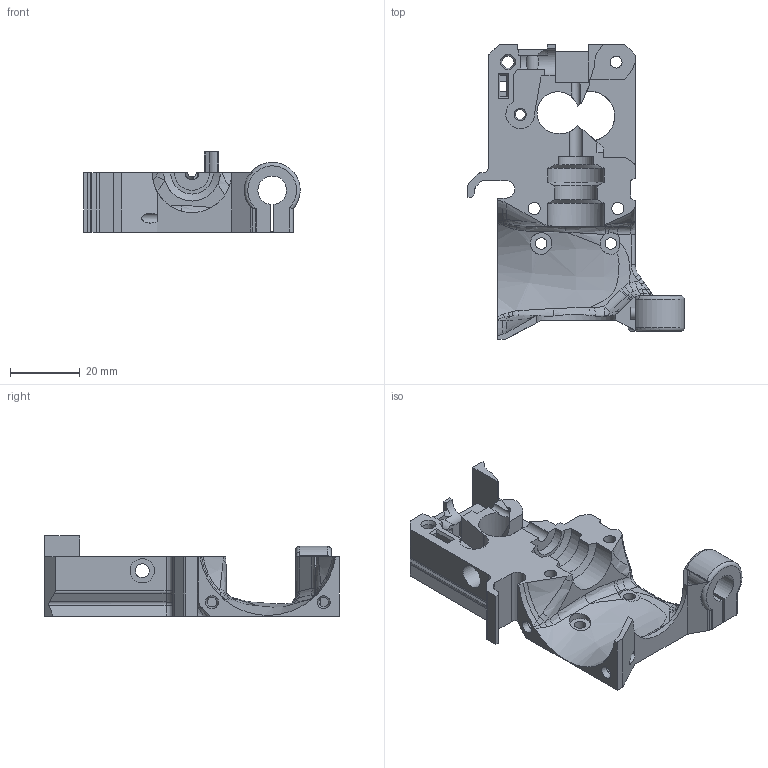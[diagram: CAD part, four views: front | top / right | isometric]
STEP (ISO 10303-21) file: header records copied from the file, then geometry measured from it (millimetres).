
FILE_DESCRIPTION(/* description */ (''),/* implementation_level */ '2;1');
FILE_NAME(/* name */ 'C3; R5\extruder-body R5.stp',/* time_stamp */ '2019-07-11T11:32:42+02:00',/* author */ ('Robert Turinský'),/* organization */ (''),/* preprocessor_version */ 'ST-DEVELOPER v17',/* originating_system */ 'Autodesk Inventor 2019',/* authorisation */ '');
FILE_SCHEMA (('AUTOMOTIVE_DESIGN { 1 0 10303 214 3 1 1 }'));
Length unit declared in the file: millimetre
Products named in the file (1): extruder-body
Bounding box: 62 x 84.5 x 23 mm (x, y, z)
Volume: 27520.6 mm3; surface area: 15057.5 mm2
Topology: 1 solids, 1 shells, 387 faces, 1067 edges, 686 vertices
Faces by surface type: plane 211, bspline 89, cylinder 66, cone 14, torus 5, sphere 2
Full cylindrical faces by diameter (mm): 1.7 x1, 2.2 x1, 2.8 x3, 3.3 x2, 3.4 x5, 3.5 x3, 4 x1, 6.2 x2, 7 x1
Entity records: 14400 total; most frequent: CARTESIAN_POINT 4995, ORIENTED_EDGE 2130, DIRECTION 1657, EDGE_CURVE 1065, VERTEX_POINT 686, LINE 627, VECTOR 627, AXIS2_PLACEMENT_3D 515
